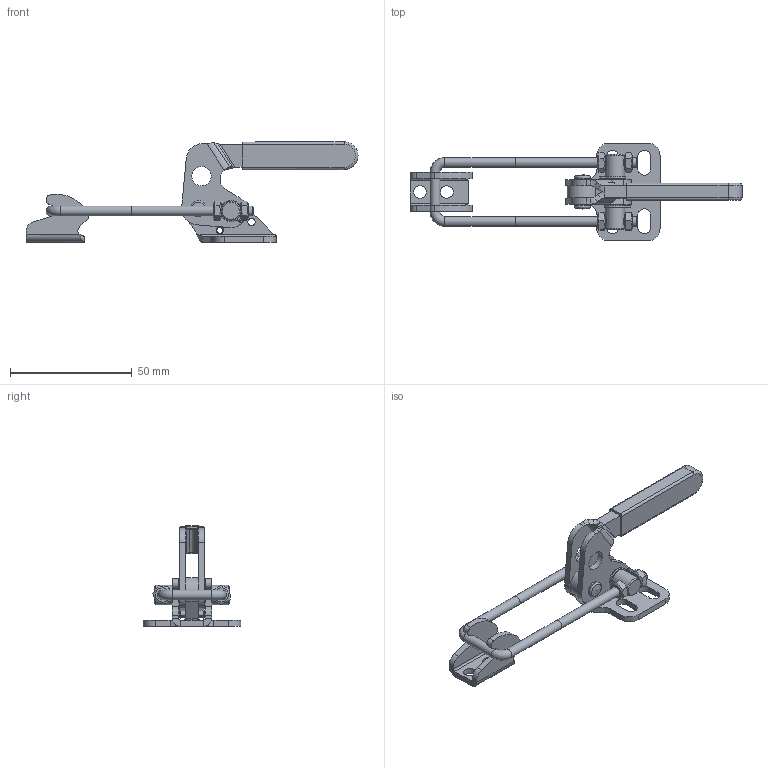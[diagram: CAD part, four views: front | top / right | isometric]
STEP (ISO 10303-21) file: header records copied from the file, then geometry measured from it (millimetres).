
FILE_DESCRIPTION(/* description */ (''),/* implementation_level */ '2;1');
FILE_NAME(/* name */ 'HC22H-80.stp',/* time_stamp */ '2022-02-17T10:47:34+00:00',/* author */ ('Sandfield Engineering'),/* organization */ ('Sandfield Engineering'),/* preprocessor_version */ 'ST-DEVELOPER v18.1',/* originating_system */ 'Autodesk Inventor 2021',/* authorisation */ '');
FILE_SCHEMA (('AUTOMOTIVE_DESIGN { 1 0 10303 214 3 1 1 }'));
Length unit declared in the file: millimetre
Products named in the file (6): HC22H-80; HC22H-80_1; HC22H-80_1_1; HC22H-80_2; HC22H-80_3; HC22H-80_4
Assembly tree (5 placements, depth 2):
  HC22H-80
    HC22H-80_1
    HC22H-80_1_1
    HC22H-80_2
    HC22H-80_3
    HC22H-80_4
Bounding box: 136.19 x 40 x 41.15 mm (x, y, z)
Volume: 16263.4 mm3; surface area: 15526.7 mm2
Topology: 9 solids, 9 shells, 301 faces, 841 edges, 557 vertices
Faces by surface type: plane 134, cylinder 115, cone 22, bspline 20, torus 8, sphere 2
Full cylindrical faces by diameter (mm): 1 x4, 3 x1, 3.995 x6, 4 x3, 4.2 x2, 5.2 x2, 6 x2, 7.6 x2, 8 x6
Entity records: 12081 total; most frequent: CARTESIAN_POINT 3933, ORIENTED_EDGE 1696, DIRECTION 1621, EDGE_CURVE 848, AXIS2_PLACEMENT_3D 592, VERTEX_POINT 566, LINE 437, VECTOR 437
